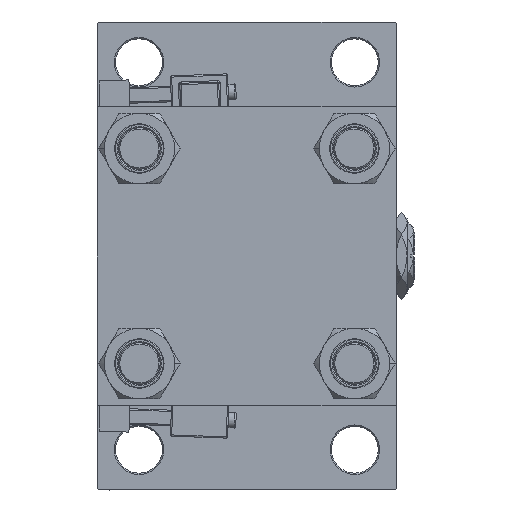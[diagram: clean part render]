
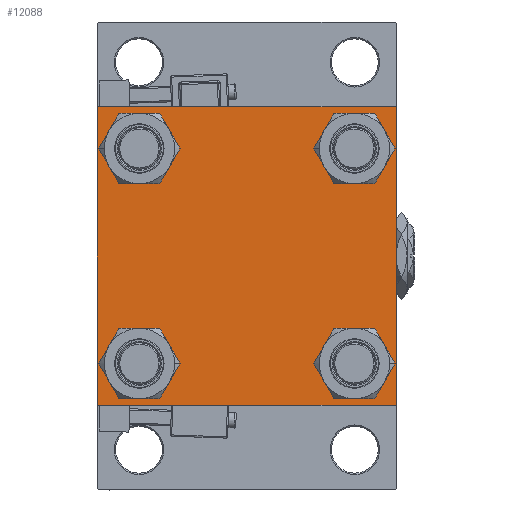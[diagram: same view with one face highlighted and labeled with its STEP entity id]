
A CAD part, left-side view. The second image highlights one B-rep face of the part: STEP entity #12088.
In plain terms, the highlighted planar face has unit normal (-1, 0, 0).
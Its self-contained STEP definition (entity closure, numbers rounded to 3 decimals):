
#226 = DIRECTION ( 'NONE',  ( 0., 0., 1. ) ) ;
#246 = DIRECTION ( 'NONE',  ( 0., 0., 1. ) ) ;
#937 = CIRCLE ( 'NONE', #37046, 8.5 ) ;
#1126 = CIRCLE ( 'NONE', #7300, 8.5 ) ;
#2619 = DIRECTION ( 'NONE',  ( 0., 0., 1. ) ) ;
#2733 = CARTESIAN_POINT ( 'NONE',  ( 0., -57.5, 57. ) ) ;
#3979 = VERTEX_POINT ( 'NONE', #2733 ) ;
#4163 = CARTESIAN_POINT ( 'NONE',  ( 0., 57.25, 57.25 ) ) ;
#4282 = EDGE_CURVE ( 'NONE', #34594, #9476, #19965, .T. ) ;
#4647 = LINE ( 'NONE', #25343, #15063 ) ;
#4931 = CARTESIAN_POINT ( 'NONE',  ( 0., 41.35, 32.85 ) ) ;
#5074 = VERTEX_POINT ( 'NONE', #35243 ) ;
#6995 = CARTESIAN_POINT ( 'NONE',  ( 0., -57., 57.5 ) ) ;
#7300 = AXIS2_PLACEMENT_3D ( 'NONE', #38667, #22951, #14398 ) ;
#7358 = EDGE_CURVE ( 'NONE', #37912, #34594, #8857, .T. ) ;
#7493 = VECTOR ( 'NONE', #29577, 1000. ) ;
#7544 = ORIENTED_EDGE ( 'NONE', *, *, #7358, .T. ) ;
#8145 = EDGE_LOOP ( 'NONE', ( #29580, #40507 ) ) ;
#8256 = CARTESIAN_POINT ( 'NONE',  ( 0., 41.35, 41.35 ) ) ;
#8266 = CIRCLE ( 'NONE', #9177, 8.5 ) ;
#8390 = ORIENTED_EDGE ( 'NONE', *, *, #33800, .F. ) ;
#8634 = ORIENTED_EDGE ( 'NONE', *, *, #27066, .T. ) ;
#8857 = LINE ( 'NONE', #4163, #43985 ) ;
#9177 = AXIS2_PLACEMENT_3D ( 'NONE', #44521, #23591, #2619 ) ;
#9476 = VERTEX_POINT ( 'NONE', #12319 ) ;
#9948 = DIRECTION ( 'NONE',  ( 1., 0., 0. ) ) ;
#10118 = LINE ( 'NONE', #48694, #35129 ) ;
#10242 = AXIS2_PLACEMENT_3D ( 'NONE', #14081, #9948, #43565 ) ;
#10335 = EDGE_CURVE ( 'NONE', #53621, #22087, #16821, .T. ) ;
#10645 = LINE ( 'NONE', #23598, #39089 ) ;
#10766 = EDGE_CURVE ( 'NONE', #22087, #53621, #52967, .T. ) ;
#10927 = DIRECTION ( 'NONE',  ( 0., 0.707, 0.707 ) ) ;
#11175 = CARTESIAN_POINT ( 'NONE',  ( 0., -41.35, 32.85 ) ) ;
#11366 = CARTESIAN_POINT ( 'NONE',  ( 0., 57.25, -57.25 ) ) ;
#11428 = DIRECTION ( 'NONE',  ( 0., 0., 1. ) ) ;
#12024 = ORIENTED_EDGE ( 'NONE', *, *, #31465, .F. ) ;
#12088 = ADVANCED_FACE ( 'NONE', ( #32310, #49143, #53278, #32049, #24328 ), #32586, .T. ) ;
#12319 = CARTESIAN_POINT ( 'NONE',  ( 0., 57.5, -57. ) ) ;
#12475 = LINE ( 'NONE', #11366, #21562 ) ;
#12657 = DIRECTION ( 'NONE',  ( 1., 0., 0. ) ) ;
#12831 = EDGE_CURVE ( 'NONE', #41318, #42396, #10645, .T. ) ;
#13174 = CARTESIAN_POINT ( 'NONE',  ( 0., 57., 57.5 ) ) ;
#14081 = CARTESIAN_POINT ( 'NONE',  ( 0., 41.35, -41.35 ) ) ;
#14277 = ORIENTED_EDGE ( 'NONE', *, *, #42806, .T. ) ;
#14398 = DIRECTION ( 'NONE',  ( 0., 0., 1. ) ) ;
#14555 = ORIENTED_EDGE ( 'NONE', *, *, #47241, .T. ) ;
#15063 = VECTOR ( 'NONE', #54271, 1000. ) ;
#16705 = VERTEX_POINT ( 'NONE', #50143 ) ;
#16800 = CARTESIAN_POINT ( 'NONE',  ( 0., -41.35, -41.35 ) ) ;
#16821 = CIRCLE ( 'NONE', #28254, 8.5 ) ;
#18488 = EDGE_CURVE ( 'NONE', #44163, #32266, #32252, .T. ) ;
#18651 = DIRECTION ( 'NONE',  ( 0., -1., 0. ) ) ;
#19354 = CARTESIAN_POINT ( 'NONE',  ( 0., 41.35, -41.35 ) ) ;
#19449 = VERTEX_POINT ( 'NONE', #6995 ) ;
#19965 = LINE ( 'NONE', #45588, #52648 ) ;
#20453 = LINE ( 'NONE', #45802, #42385 ) ;
#21275 = AXIS2_PLACEMENT_3D ( 'NONE', #16800, #12657, #29476 ) ;
#21562 = VECTOR ( 'NONE', #41671, 1000. ) ;
#21574 = LINE ( 'NONE', #25450, #7493 ) ;
#21728 = CARTESIAN_POINT ( 'NONE',  ( 0., -41.35, 41.35 ) ) ;
#22087 = VERTEX_POINT ( 'NONE', #11175 ) ;
#22951 = DIRECTION ( 'NONE',  ( 1., 0., 0. ) ) ;
#23591 = DIRECTION ( 'NONE',  ( 1., 0., 0. ) ) ;
#23595 = EDGE_LOOP ( 'NONE', ( #52289, #14555, #42452, #34222, #12024, #8634, #8390, #7544 ) ) ;
#23598 = CARTESIAN_POINT ( 'NONE',  ( 0., 57.5, -57.5 ) ) ;
#24328 = FACE_OUTER_BOUND ( 'NONE', #23595, .T. ) ;
#24612 = CARTESIAN_POINT ( 'NONE',  ( 0., 0., 0. ) ) ;
#24908 = CARTESIAN_POINT ( 'NONE',  ( 0., 41.35, -49.85 ) ) ;
#25343 = CARTESIAN_POINT ( 'NONE',  ( 0., 57.5, 57.5 ) ) ;
#25450 = CARTESIAN_POINT ( 'NONE',  ( 0., -57.25, -57.25 ) ) ;
#27066 = EDGE_CURVE ( 'NONE', #3979, #19449, #10118, .T. ) ;
#27646 = AXIS2_PLACEMENT_3D ( 'NONE', #24612, #27932, #28737 ) ;
#27932 = DIRECTION ( 'NONE',  ( -1., 0., 0. ) ) ;
#28254 = AXIS2_PLACEMENT_3D ( 'NONE', #21728, #41847, #226 ) ;
#28737 = DIRECTION ( 'NONE',  ( 0., 0., 1. ) ) ;
#29196 = VERTEX_POINT ( 'NONE', #44984 ) ;
#29413 = EDGE_LOOP ( 'NONE', ( #50032, #53830 ) ) ;
#29476 = DIRECTION ( 'NONE',  ( 0., 0., 1. ) ) ;
#29577 = DIRECTION ( 'NONE',  ( 0., -0.707, 0.707 ) ) ;
#29580 = ORIENTED_EDGE ( 'NONE', *, *, #54407, .T. ) ;
#29734 = CARTESIAN_POINT ( 'NONE',  ( 0., 57., -57.5 ) ) ;
#30439 = EDGE_CURVE ( 'NONE', #5074, #46332, #937, .T. ) ;
#30640 = AXIS2_PLACEMENT_3D ( 'NONE', #19354, #43621, #39757 ) ;
#31011 = EDGE_CURVE ( 'NONE', #29196, #40413, #33572, .T. ) ;
#31162 = ORIENTED_EDGE ( 'NONE', *, *, #41184, .T. ) ;
#31180 = EDGE_LOOP ( 'NONE', ( #33629, #14277 ) ) ;
#31465 = EDGE_CURVE ( 'NONE', #3979, #16705, #20453, .T. ) ;
#32049 = FACE_BOUND ( 'NONE', #31180, .T. ) ;
#32252 = CIRCLE ( 'NONE', #10242, 8.5 ) ;
#32266 = VERTEX_POINT ( 'NONE', #37672 ) ;
#32310 = FACE_BOUND ( 'NONE', #29413, .T. ) ;
#32559 = DIRECTION ( 'NONE',  ( 0., 0., -1. ) ) ;
#32586 = PLANE ( 'NONE',  #27646 ) ;
#32913 = CARTESIAN_POINT ( 'NONE',  ( 0., -41.35, 41.35 ) ) ;
#33181 = DIRECTION ( 'NONE',  ( 0., 0., -1. ) ) ;
#33572 = CIRCLE ( 'NONE', #21275, 8.5 ) ;
#33629 = ORIENTED_EDGE ( 'NONE', *, *, #30439, .T. ) ;
#33800 = EDGE_CURVE ( 'NONE', #37912, #19449, #4647, .T. ) ;
#34222 = ORIENTED_EDGE ( 'NONE', *, *, #48666, .T. ) ;
#34594 = VERTEX_POINT ( 'NONE', #43818 ) ;
#35129 = VECTOR ( 'NONE', #10927, 1000. ) ;
#35243 = CARTESIAN_POINT ( 'NONE',  ( 0., 41.35, 49.85 ) ) ;
#37046 = AXIS2_PLACEMENT_3D ( 'NONE', #8256, #46567, #246 ) ;
#37672 = CARTESIAN_POINT ( 'NONE',  ( 0., 41.35, -32.85 ) ) ;
#37794 = DIRECTION ( 'NONE',  ( 0., 0.707, -0.707 ) ) ;
#37912 = VERTEX_POINT ( 'NONE', #13174 ) ;
#38081 = EDGE_LOOP ( 'NONE', ( #44206, #31162 ) ) ;
#38667 = CARTESIAN_POINT ( 'NONE',  ( 0., -41.35, -41.35 ) ) ;
#39075 = CARTESIAN_POINT ( 'NONE',  ( 0., -41.35, 49.85 ) ) ;
#39089 = VECTOR ( 'NONE', #18651, 1000. ) ;
#39757 = DIRECTION ( 'NONE',  ( 0., 0., 1. ) ) ;
#40413 = VERTEX_POINT ( 'NONE', #41564 ) ;
#40507 = ORIENTED_EDGE ( 'NONE', *, *, #18488, .T. ) ;
#41184 = EDGE_CURVE ( 'NONE', #40413, #29196, #1126, .T. ) ;
#41318 = VERTEX_POINT ( 'NONE', #29734 ) ;
#41564 = CARTESIAN_POINT ( 'NONE',  ( 0., -41.35, -49.85 ) ) ;
#41671 = DIRECTION ( 'NONE',  ( 0., -0.707, -0.707 ) ) ;
#41847 = DIRECTION ( 'NONE',  ( 1., 0., 0. ) ) ;
#42385 = VECTOR ( 'NONE', #32559, 1000. ) ;
#42396 = VERTEX_POINT ( 'NONE', #47665 ) ;
#42452 = ORIENTED_EDGE ( 'NONE', *, *, #12831, .T. ) ;
#42806 = EDGE_CURVE ( 'NONE', #46332, #5074, #8266, .T. ) ;
#43565 = DIRECTION ( 'NONE',  ( 0., 0., 1. ) ) ;
#43621 = DIRECTION ( 'NONE',  ( 1., 0., 0. ) ) ;
#43818 = CARTESIAN_POINT ( 'NONE',  ( 0., 57.5, 57. ) ) ;
#43985 = VECTOR ( 'NONE', #37794, 1000. ) ;
#44163 = VERTEX_POINT ( 'NONE', #24908 ) ;
#44206 = ORIENTED_EDGE ( 'NONE', *, *, #31011, .T. ) ;
#44521 = CARTESIAN_POINT ( 'NONE',  ( 0., 41.35, 41.35 ) ) ;
#44984 = CARTESIAN_POINT ( 'NONE',  ( 0., -41.35, -32.85 ) ) ;
#45588 = CARTESIAN_POINT ( 'NONE',  ( 0., 57.5, 57.5 ) ) ;
#45802 = CARTESIAN_POINT ( 'NONE',  ( 0., -57.5, 57.5 ) ) ;
#46332 = VERTEX_POINT ( 'NONE', #4931 ) ;
#46567 = DIRECTION ( 'NONE',  ( 1., 0., 0. ) ) ;
#47241 = EDGE_CURVE ( 'NONE', #9476, #41318, #12475, .T. ) ;
#47665 = CARTESIAN_POINT ( 'NONE',  ( 0., -57., -57.5 ) ) ;
#48666 = EDGE_CURVE ( 'NONE', #42396, #16705, #21574, .T. ) ;
#48694 = CARTESIAN_POINT ( 'NONE',  ( 0., -57.25, 57.25 ) ) ;
#49143 = FACE_BOUND ( 'NONE', #38081, .T. ) ;
#49424 = AXIS2_PLACEMENT_3D ( 'NONE', #32913, #53061, #11428 ) ;
#50032 = ORIENTED_EDGE ( 'NONE', *, *, #10335, .T. ) ;
#50143 = CARTESIAN_POINT ( 'NONE',  ( 0., -57.5, -57. ) ) ;
#52289 = ORIENTED_EDGE ( 'NONE', *, *, #4282, .T. ) ;
#52648 = VECTOR ( 'NONE', #33181, 1000. ) ;
#52967 = CIRCLE ( 'NONE', #49424, 8.5 ) ;
#53061 = DIRECTION ( 'NONE',  ( 1., 0., 0. ) ) ;
#53278 = FACE_BOUND ( 'NONE', #8145, .T. ) ;
#53621 = VERTEX_POINT ( 'NONE', #39075 ) ;
#53830 = ORIENTED_EDGE ( 'NONE', *, *, #10766, .T. ) ;
#54271 = DIRECTION ( 'NONE',  ( 0., -1., 0. ) ) ;
#54405 = CIRCLE ( 'NONE', #30640, 8.5 ) ;
#54407 = EDGE_CURVE ( 'NONE', #32266, #44163, #54405, .T. ) ;
